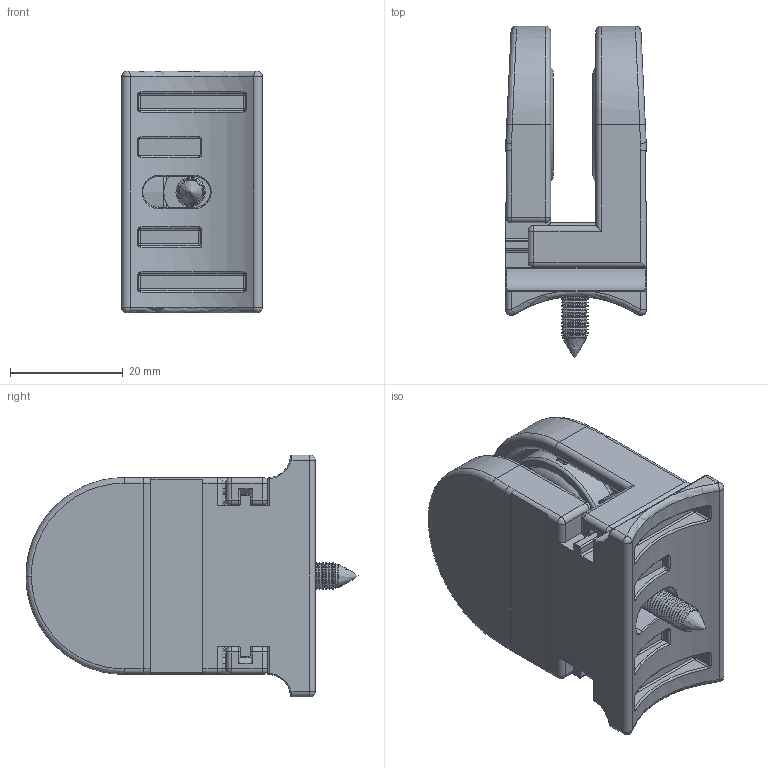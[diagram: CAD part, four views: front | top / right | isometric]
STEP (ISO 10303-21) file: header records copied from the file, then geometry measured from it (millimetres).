
FILE_DESCRIPTION(/* description */ ('STEP AP203'),/* implementation_level */ '2;1');
FILE_NAME(/* name */ 'CTP40PS.stp',/* time_stamp */ '2022-07-11T14:50:35+02:00',/* author */ ('stefan.nesic'),/* organization */ (''),/* preprocessor_version */ 'ST-DEVELOPER v18.1',/* originating_system */ 'Autodesk Inventor 2021',/* authorisation */ '');
FILE_SCHEMA (('AUTOMOTIVE_DESIGN { 1 0 10303 214 3 1 1 }'));
Length unit declared in the file: millimetre
Products named in the file (1): CTP40PS
Bounding box: 25 x 59 x 43 mm (x, y, z)
Volume: 24689 mm3; surface area: 17851.7 mm2
Topology: 10 solids, 10 shells, 869 faces, 2165 edges, 1265 vertices
Faces by surface type: cylinder 334, plane 210, cone 124, torus 75, bspline 72, sphere 54
Full cylindrical faces by diameter (mm): 0.01 x2, 2.9 x2, 3.5 x32, 4.5 x2, 4.8 x24, 8.2 x2, 9.5 x1, 10 x2, 14 x2, 22 x2, 26 x2
Entity records: 29487 total; most frequent: CARTESIAN_POINT 9027, DIRECTION 4533, ORIENTED_EDGE 4204, EDGE_CURVE 2102, AXIS2_PLACEMENT_3D 1799, VERTEX_POINT 1265, CIRCLE 955, LINE 935
